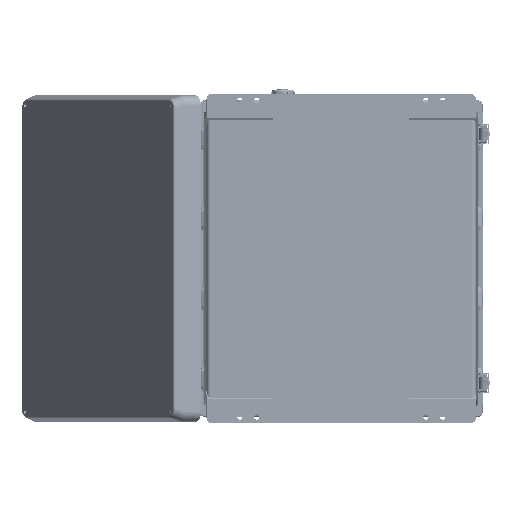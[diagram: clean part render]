
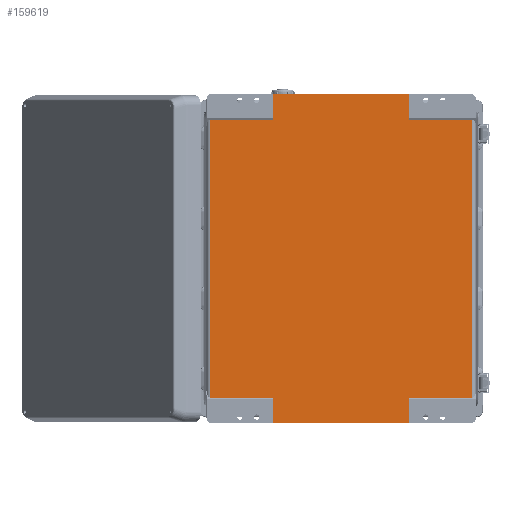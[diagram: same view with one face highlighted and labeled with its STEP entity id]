
A CAD part, front view. The second image highlights one B-rep face of the part: STEP entity #159619.
In plain terms, the highlighted planar face has unit normal (0, -1, 0).
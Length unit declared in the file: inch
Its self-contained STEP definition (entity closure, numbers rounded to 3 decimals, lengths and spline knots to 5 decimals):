
#1095 = CARTESIAN_POINT ( 'NONE',  ( 7.73754, 0.05906, -1.51961 ) ) ;
#3812 = ORIENTED_EDGE ( 'NONE', *, *, #133789, .T. ) ;
#5328 = DIRECTION ( 'NONE',  ( 0., 0., -1. ) ) ;
#6167 = CARTESIAN_POINT ( 'NONE',  ( -4.03163, 0.05906, -19.48819 ) ) ;
#7086 = LINE ( 'NONE', #29944, #58113 ) ;
#12975 = VERTEX_POINT ( 'NONE', #21241 ) ;
#16187 = DIRECTION ( 'NONE',  ( 0., 0., 1. ) ) ;
#17331 = CARTESIAN_POINT ( 'NONE',  ( -4.03163, 0.05906, -20.34606 ) ) ;
#20456 = VERTEX_POINT ( 'NONE', #70021 ) ;
#21241 = CARTESIAN_POINT ( 'NONE',  ( 4.03163, 0.05906, -19.48819 ) ) ;
#23781 = EDGE_CURVE ( 'NONE', #42912, #66036, #88738, .T. ) ;
#23902 = EDGE_LOOP ( 'NONE', ( #123701, #3812, #116558, #116658, #104999, #123599, #145462, #148779, #112998, #38413, #68866, #61842 ) ) ;
#26064 = CARTESIAN_POINT ( 'NONE',  ( 4.03163, 0.05906, -20.34606 ) ) ;
#29944 = CARTESIAN_POINT ( 'NONE',  ( 7.73754, 0.05906, -1.51961 ) ) ;
#32063 = CARTESIAN_POINT ( 'NONE',  ( 8.11811, 0.05906, -19.48819 ) ) ;
#33023 = CARTESIAN_POINT ( 'NONE',  ( 4.03163, 0.05906, 0. ) ) ;
#35902 = CARTESIAN_POINT ( 'NONE',  ( 8.11811, 0.05906, -1.51961 ) ) ;
#36448 = DIRECTION ( 'NONE',  ( -1., 0., 0. ) ) ;
#38413 = ORIENTED_EDGE ( 'NONE', *, *, #144876, .T. ) ;
#40630 = VECTOR ( 'NONE', #110837, 39.37008 ) ;
#41972 = VECTOR ( 'NONE', #142682, 39.37008 ) ;
#42912 = VERTEX_POINT ( 'NONE', #44202 ) ;
#43782 = LINE ( 'NONE', #106542, #51629 ) ;
#44202 = CARTESIAN_POINT ( 'NONE',  ( 4.03163, 0.05906, -1.51961 ) ) ;
#50468 = PLANE ( 'NONE',  #134714 ) ;
#51629 = VECTOR ( 'NONE', #143775, 39.37008 ) ;
#53230 = VERTEX_POINT ( 'NONE', #103254 ) ;
#56922 = VERTEX_POINT ( 'NONE', #91842 ) ;
#57314 = VECTOR ( 'NONE', #36448, 39.37008 ) ;
#58113 = VECTOR ( 'NONE', #16187, 39.37008 ) ;
#58879 = DIRECTION ( 'NONE',  ( -1., 0., 0. ) ) ;
#59220 = LINE ( 'NONE', #35902, #57314 ) ;
#61842 = ORIENTED_EDGE ( 'NONE', *, *, #160521, .F. ) ;
#62930 = EDGE_CURVE ( 'NONE', #69310, #42912, #59220, .T. ) ;
#64249 = LINE ( 'NONE', #131375, #97479 ) ;
#64915 = VECTOR ( 'NONE', #158304, 39.37008 ) ;
#66036 = VERTEX_POINT ( 'NONE', #33023 ) ;
#66501 = DIRECTION ( 'NONE',  ( 0., 0., 1. ) ) ;
#67080 = EDGE_CURVE ( 'NONE', #53230, #69310, #7086, .T. ) ;
#67182 = CARTESIAN_POINT ( 'NONE',  ( -7.73754, 0.05906, -17.96858 ) ) ;
#68312 = VECTOR ( 'NONE', #5328, 39.37008 ) ;
#68866 = ORIENTED_EDGE ( 'NONE', *, *, #127096, .F. ) ;
#69310 = VERTEX_POINT ( 'NONE', #1095 ) ;
#70021 = CARTESIAN_POINT ( 'NONE',  ( -4.03163, 0.05906, -17.96858 ) ) ;
#73354 = EDGE_CURVE ( 'NONE', #12975, #111336, #100907, .T. ) ;
#74170 = CARTESIAN_POINT ( 'NONE',  ( -4.03163, 0.05906, 0.85787 ) ) ;
#74641 = LINE ( 'NONE', #146212, #64915 ) ;
#75151 = EDGE_CURVE ( 'NONE', #20456, #111336, #109454, .T. ) ;
#75625 = DIRECTION ( 'NONE',  ( 0., 0., 1. ) ) ;
#78548 = VECTOR ( 'NONE', #122381, 39.37008 ) ;
#78827 = CARTESIAN_POINT ( 'NONE',  ( -7.73754, 0.05906, -1.51961 ) ) ;
#84058 = CARTESIAN_POINT ( 'NONE',  ( -8.11811, 0.05906, -1.51961 ) ) ;
#87535 = LINE ( 'NONE', #74170, #40630 ) ;
#88738 = LINE ( 'NONE', #141428, #151379 ) ;
#91842 = CARTESIAN_POINT ( 'NONE',  ( -4.03163, 0.05906, 0. ) ) ;
#96937 = VECTOR ( 'NONE', #58879, 39.37008 ) ;
#97479 = VECTOR ( 'NONE', #156029, 39.37008 ) ;
#100907 = LINE ( 'NONE', #32063, #96937 ) ;
#102346 = CARTESIAN_POINT ( 'NONE',  ( 4.03163, 0.05906, -17.96858 ) ) ;
#103254 = CARTESIAN_POINT ( 'NONE',  ( 7.73754, 0.05906, -17.96858 ) ) ;
#104378 = CARTESIAN_POINT ( 'NONE',  ( -7.73754, 0.05906, -1.51961 ) ) ;
#104999 = ORIENTED_EDGE ( 'NONE', *, *, #151205, .F. ) ;
#105007 = EDGE_CURVE ( 'NONE', #53230, #127830, #64249, .T. ) ;
#106173 = FACE_OUTER_BOUND ( 'NONE', #23902, .T. ) ;
#106542 = CARTESIAN_POINT ( 'NONE',  ( -8.11811, 0.05906, -17.96858 ) ) ;
#109454 = LINE ( 'NONE', #17331, #68312 ) ;
#110837 = DIRECTION ( 'NONE',  ( 0., 0., 1. ) ) ;
#111336 = VERTEX_POINT ( 'NONE', #6167 ) ;
#112998 = ORIENTED_EDGE ( 'NONE', *, *, #23781, .T. ) ;
#113653 = DIRECTION ( 'NONE',  ( 0., 0., -1. ) ) ;
#114035 = CARTESIAN_POINT ( 'NONE',  ( -4.03163, 0.05906, -1.51961 ) ) ;
#114161 = LINE ( 'NONE', #104378, #41972 ) ;
#116558 = ORIENTED_EDGE ( 'NONE', *, *, #75151, .T. ) ;
#116658 = ORIENTED_EDGE ( 'NONE', *, *, #73354, .F. ) ;
#118291 = VERTEX_POINT ( 'NONE', #114035 ) ;
#119659 = VECTOR ( 'NONE', #113653, 39.37008 ) ;
#122381 = DIRECTION ( 'NONE',  ( 1., 0., 0. ) ) ;
#123599 = ORIENTED_EDGE ( 'NONE', *, *, #105007, .F. ) ;
#123701 = ORIENTED_EDGE ( 'NONE', *, *, #138806, .F. ) ;
#127096 = EDGE_CURVE ( 'NONE', #118291, #56922, #87535, .T. ) ;
#127830 = VERTEX_POINT ( 'NONE', #102346 ) ;
#131375 = CARTESIAN_POINT ( 'NONE',  ( 8.11811, 0.05906, -17.96858 ) ) ;
#133789 = EDGE_CURVE ( 'NONE', #145876, #20456, #43782, .T. ) ;
#134714 = AXIS2_PLACEMENT_3D ( 'NONE', #138000, #150535, #75625 ) ;
#137293 = LINE ( 'NONE', #26064, #119659 ) ;
#138000 = CARTESIAN_POINT ( 'NONE',  ( 8.11811, 0.05906, -1.51961 ) ) ;
#138806 = EDGE_CURVE ( 'NONE', #145876, #161964, #114161, .T. ) ;
#141428 = CARTESIAN_POINT ( 'NONE',  ( 4.03163, 0.05906, 0.85787 ) ) ;
#142682 = DIRECTION ( 'NONE',  ( 0., 0., 1. ) ) ;
#143775 = DIRECTION ( 'NONE',  ( 1., 0., 0. ) ) ;
#144876 = EDGE_CURVE ( 'NONE', #66036, #56922, #74641, .T. ) ;
#145462 = ORIENTED_EDGE ( 'NONE', *, *, #67080, .T. ) ;
#145876 = VERTEX_POINT ( 'NONE', #67182 ) ;
#146212 = CARTESIAN_POINT ( 'NONE',  ( 8.11811, 0.05906, 0. ) ) ;
#148779 = ORIENTED_EDGE ( 'NONE', *, *, #62930, .T. ) ;
#150535 = DIRECTION ( 'NONE',  ( 0., 1., 0. ) ) ;
#151205 = EDGE_CURVE ( 'NONE', #127830, #12975, #137293, .T. ) ;
#151379 = VECTOR ( 'NONE', #66501, 39.37008 ) ;
#156029 = DIRECTION ( 'NONE',  ( -1., 0., 0. ) ) ;
#158304 = DIRECTION ( 'NONE',  ( -1., 0., 0. ) ) ;
#158806 = LINE ( 'NONE', #84058, #78548 ) ;
#159619 = ADVANCED_FACE ( 'NONE', ( #106173 ), #50468, .F. ) ;
#160521 = EDGE_CURVE ( 'NONE', #161964, #118291, #158806, .T. ) ;
#161964 = VERTEX_POINT ( 'NONE', #78827 ) ;
